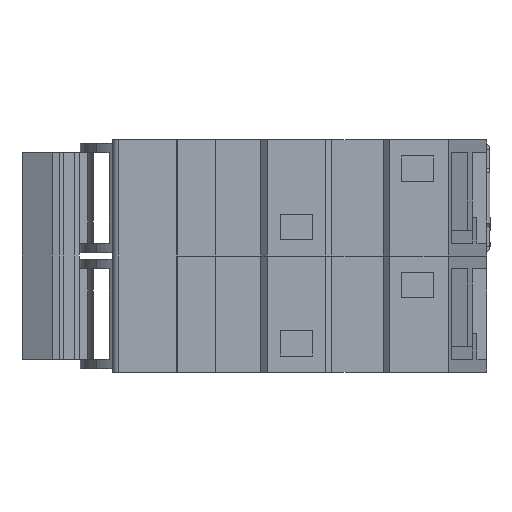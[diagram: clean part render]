
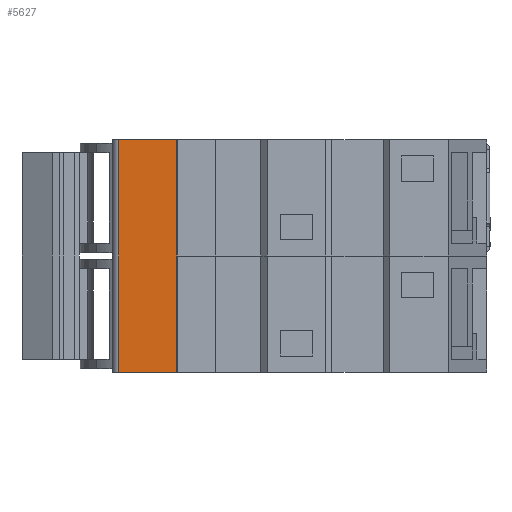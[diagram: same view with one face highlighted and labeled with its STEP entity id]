
A CAD part, front view. The second image highlights one B-rep face of the part: STEP entity #5627.
In plain terms, the highlighted planar face has unit normal (0, -1, 0).
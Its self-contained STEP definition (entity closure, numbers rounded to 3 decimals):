
#353 = LINE ( 'NONE', #5816, #11065 ) ;
#519 = DIRECTION ( 'NONE',  ( 1., 0., 0. ) ) ;
#577 = DIRECTION ( 'NONE',  ( 0., 1., 0. ) ) ;
#756 = ORIENTED_EDGE ( 'NONE', *, *, #5159, .T. ) ;
#1440 = FACE_OUTER_BOUND ( 'NONE', #5731, .T. ) ;
#1672 = EDGE_CURVE ( 'NONE', #10542, #11971, #353, .T. ) ;
#1983 = DIRECTION ( 'NONE',  ( 1., 0., 0. ) ) ;
#2924 = ORIENTED_EDGE ( 'NONE', *, *, #1672, .F. ) ;
#2931 = CARTESIAN_POINT ( 'NONE',  ( 10., 0., 0. ) ) ;
#3364 = CARTESIAN_POINT ( 'NONE',  ( 0., 0., 0. ) ) ;
#3391 = DIRECTION ( 'NONE',  ( 0., 0., -1. ) ) ;
#5159 = EDGE_CURVE ( 'NONE', #6644, #11971, #9058, .T. ) ;
#5603 = CARTESIAN_POINT ( 'NONE',  ( 1., 0., 0. ) ) ;
#5627 = ADVANCED_FACE ( 'NONE', ( #1440 ), #9983, .F. ) ;
#5680 = VERTEX_POINT ( 'NONE', #11925 ) ;
#5731 = EDGE_LOOP ( 'NONE', ( #7189, #11966, #756, #2924 ) ) ;
#5816 = CARTESIAN_POINT ( 'NONE',  ( 10., 0., 36. ) ) ;
#6253 = CARTESIAN_POINT ( 'NONE',  ( 10., 0., 36. ) ) ;
#6644 = VERTEX_POINT ( 'NONE', #5603 ) ;
#7189 = ORIENTED_EDGE ( 'NONE', *, *, #11821, .F. ) ;
#8158 = LINE ( 'NONE', #11970, #9480 ) ;
#9058 = LINE ( 'NONE', #3364, #10825 ) ;
#9134 = EDGE_CURVE ( 'NONE', #5680, #6644, #8158, .T. ) ;
#9176 = CARTESIAN_POINT ( 'NONE',  ( 0., 0., 36. ) ) ;
#9480 = VECTOR ( 'NONE', #3391, 1000. ) ;
#9983 = PLANE ( 'NONE',  #10048 ) ;
#10048 = AXIS2_PLACEMENT_3D ( 'NONE', #9176, #577, #519 ) ;
#10542 = VERTEX_POINT ( 'NONE', #6253 ) ;
#10585 = LINE ( 'NONE', #11011, #11696 ) ;
#10825 = VECTOR ( 'NONE', #11004, 1000. ) ;
#11004 = DIRECTION ( 'NONE',  ( 1., 0., 0. ) ) ;
#11011 = CARTESIAN_POINT ( 'NONE',  ( 0., 0., 36. ) ) ;
#11065 = VECTOR ( 'NONE', #11766, 1000. ) ;
#11696 = VECTOR ( 'NONE', #1983, 1000. ) ;
#11766 = DIRECTION ( 'NONE',  ( 0., 0., -1. ) ) ;
#11821 = EDGE_CURVE ( 'NONE', #5680, #10542, #10585, .T. ) ;
#11925 = CARTESIAN_POINT ( 'NONE',  ( 1., 0., 36. ) ) ;
#11966 = ORIENTED_EDGE ( 'NONE', *, *, #9134, .T. ) ;
#11970 = CARTESIAN_POINT ( 'NONE',  ( 1., 0., 36. ) ) ;
#11971 = VERTEX_POINT ( 'NONE', #2931 ) ;
